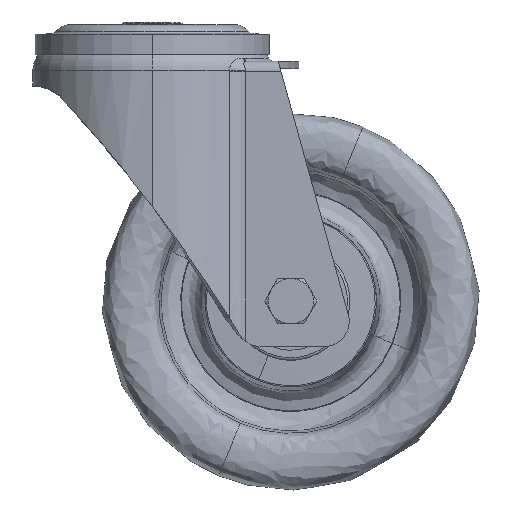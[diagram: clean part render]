
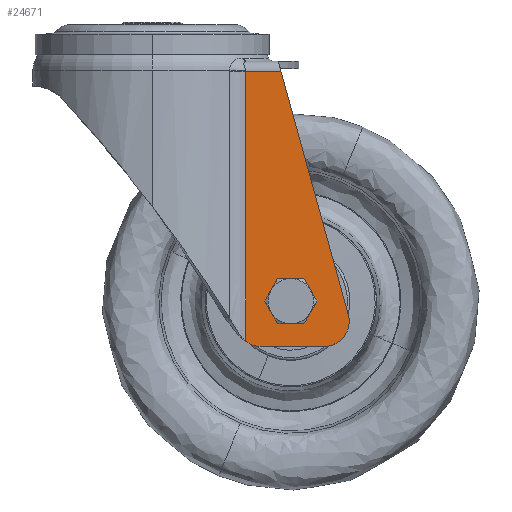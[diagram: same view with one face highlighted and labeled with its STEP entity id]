
A CAD part, top view. The second image highlights one B-rep face of the part: STEP entity #24671.
In plain terms, the highlighted planar face has unit normal (0, 0, 1).
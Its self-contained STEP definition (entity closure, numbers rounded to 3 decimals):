
#195 = DIRECTION ( 'NONE',  ( 1., 0., 0. ) ) ;
#421 = CARTESIAN_POINT ( 'NONE',  ( 55., -111., 34. ) ) ;
#802 = VERTEX_POINT ( 'NONE', #26110 ) ;
#921 = DIRECTION ( 'NONE',  ( 0.266, -0.964, 0. ) ) ;
#1001 = B_SPLINE_CURVE_WITH_KNOTS ( 'NONE', 3,
 ( #25959, #23904, #23438, #1993, #6832, #14035, #30779, #9358, #18918, #26101, #30937, #4639, #14186, #2300, #9508, #28611, #7148, #2452 ),
 .UNSPECIFIED., .F., .F.,
 ( 4, 2, 2, 2, 2, 2, 2, 2, 4 ),
 ( 0., 0.5, 0.625, 0.75, 0.812, 0.844, 0.875, 0.937, 1. ),
 .UNSPECIFIED. ) ;
#1187 = CARTESIAN_POINT ( 'NONE',  ( 77.836, -116.337, 34. ) ) ;
#1845 = VERTEX_POINT ( 'NONE', #17868 ) ;
#1993 = CARTESIAN_POINT ( 'NONE',  ( 37.022, -42.098, 34. ) ) ;
#2203 = CARTESIAN_POINT ( 'NONE',  ( 43.197, -119., 34. ) ) ;
#2300 = CARTESIAN_POINT ( 'NONE',  ( 37.042, -20.774, 34.003 ) ) ;
#2452 = CARTESIAN_POINT ( 'NONE',  ( 37.016, -19.6, 34. ) ) ;
#2681 = CARTESIAN_POINT ( 'NONE',  ( 43.197, -129., 34. ) ) ;
#2743 = EDGE_CURVE ( 'NONE', #30833, #1845, #1001, .T. ) ;
#2856 = EDGE_CURVE ( 'NONE', #20510, #802, #5500, .T. ) ;
#2930 = VERTEX_POINT ( 'NONE', #25595 ) ;
#3179 = EDGE_CURVE ( 'NONE', #1845, #2930, #24323, .T. ) ;
#3664 = DIRECTION ( 'NONE',  ( 0., 0., -1. ) ) ;
#4639 = CARTESIAN_POINT ( 'NONE',  ( 37.027, -21.946, 33.999 ) ) ;
#4640 = EDGE_CURVE ( 'NONE', #14560, #11981, #12275, .T. ) ;
#4893 = CARTESIAN_POINT ( 'NONE',  ( 55., -111., 34. ) ) ;
#5500 = CIRCLE ( 'NONE', #20025, 6.1 ) ;
#5773 = ORIENTED_EDGE ( 'NONE', *, *, #21185, .F. ) ;
#6832 = CARTESIAN_POINT ( 'NONE',  ( 37.023, -38.185, 34. ) ) ;
#7148 = CARTESIAN_POINT ( 'NONE',  ( 37.016, -19.613, 34. ) ) ;
#7508 = CARTESIAN_POINT ( 'NONE',  ( 51.105, -19.6, 34. ) ) ;
#8368 = VECTOR ( 'NONE', #24006, 1000. ) ;
#9292 = AXIS2_PLACEMENT_3D ( 'NONE', #17469, #3664, #29962 ) ;
#9358 = CARTESIAN_POINT ( 'NONE',  ( 37.029, -25.294, 34. ) ) ;
#9508 = CARTESIAN_POINT ( 'NONE',  ( 37.041, -20.344, 34.003 ) ) ;
#9773 = FACE_OUTER_BOUND ( 'NONE', #26362, .T. ) ;
#10037 = ORIENTED_EDGE ( 'NONE', *, *, #4640, .F. ) ;
#10231 = CARTESIAN_POINT ( 'NONE',  ( 37.016, -19.6, 34. ) ) ;
#11981 = VERTEX_POINT ( 'NONE', #28087 ) ;
#12275 = CIRCLE ( 'NONE', #9292, 10. ) ;
#12307 = DIRECTION ( 'NONE',  ( 1., 0., 0. ) ) ;
#12566 = DIRECTION ( 'NONE',  ( 1., 0., 0. ) ) ;
#12607 = DIRECTION ( 'NONE',  ( 0., 0., 1. ) ) ;
#14001 = ORIENTED_EDGE ( 'NONE', *, *, #2856, .F. ) ;
#14035 = CARTESIAN_POINT ( 'NONE',  ( 37.025, -31.468, 34. ) ) ;
#14186 = CARTESIAN_POINT ( 'NONE',  ( 37.031, -21.627, 34. ) ) ;
#14309 = ORIENTED_EDGE ( 'NONE', *, *, #2743, .F. ) ;
#14430 = DIRECTION ( 'NONE',  ( 0., 0., 1. ) ) ;
#14560 = VERTEX_POINT ( 'NONE', #1187 ) ;
#14921 = DIRECTION ( 'NONE',  ( 0., 0., 1. ) ) ;
#15833 = AXIS2_PLACEMENT_3D ( 'NONE', #17283, #14921, #12566 ) ;
#17283 = CARTESIAN_POINT ( 'NONE',  ( 0., -165.6, 34. ) ) ;
#17469 = CARTESIAN_POINT ( 'NONE',  ( 68.197, -119., 34. ) ) ;
#17480 = VECTOR ( 'NONE', #195, 1000. ) ;
#17868 = CARTESIAN_POINT ( 'NONE',  ( 37.016, -19.6, 34. ) ) ;
#18790 = ORIENTED_EDGE ( 'NONE', *, *, #28596, .F. ) ;
#18918 = CARTESIAN_POINT ( 'NONE',  ( 37.03, -24.309, 34. ) ) ;
#19612 = LINE ( 'NONE', #2681, #17480 ) ;
#19634 = FACE_BOUND ( 'NONE', #26749, .T. ) ;
#20025 = AXIS2_PLACEMENT_3D ( 'NONE', #421, #12607, #12307 ) ;
#20123 = CIRCLE ( 'NONE', #24096, 10. ) ;
#20486 = CARTESIAN_POINT ( 'NONE',  ( 43.197, -129., 34. ) ) ;
#20510 = VERTEX_POINT ( 'NONE', #27600 ) ;
#20645 = EDGE_CURVE ( 'NONE', #26193, #30833, #20123, .T. ) ;
#20656 = CIRCLE ( 'NONE', #27176, 6.1 ) ;
#21185 = EDGE_CURVE ( 'NONE', #802, #20510, #20656, .T. ) ;
#22654 = ORIENTED_EDGE ( 'NONE', *, *, #3179, .F. ) ;
#23438 = CARTESIAN_POINT ( 'NONE',  ( 37.018, -64.444, 34. ) ) ;
#23498 = DIRECTION ( 'NONE',  ( 0., -1., 0. ) ) ;
#23904 = CARTESIAN_POINT ( 'NONE',  ( 37.017, -91.209, 34. ) ) ;
#23966 = DIRECTION ( 'NONE',  ( 0., 0., -1. ) ) ;
#24006 = DIRECTION ( 'NONE',  ( 1., 0., 0. ) ) ;
#24096 = AXIS2_PLACEMENT_3D ( 'NONE', #2203, #23966, #23498 ) ;
#24323 = LINE ( 'NONE', #10231, #8368 ) ;
#24671 = ADVANCED_FACE ( 'NONE', ( #19634, #9773 ), #29324, .T. ) ;
#24687 = ORIENTED_EDGE ( 'NONE', *, *, #30476, .T. ) ;
#25195 = VECTOR ( 'NONE', #921, 1000. ) ;
#25595 = CARTESIAN_POINT ( 'NONE',  ( 51.105, -19.6, 34. ) ) ;
#25959 = CARTESIAN_POINT ( 'NONE',  ( 37.017, -126.861, 34. ) ) ;
#26101 = CARTESIAN_POINT ( 'NONE',  ( 37.026, -23.041, 33.999 ) ) ;
#26110 = CARTESIAN_POINT ( 'NONE',  ( 48.9, -111., 34. ) ) ;
#26193 = VERTEX_POINT ( 'NONE', #20486 ) ;
#26362 = EDGE_LOOP ( 'NONE', ( #24687, #10037, #18790, #22654, #14309, #26512 ) ) ;
#26512 = ORIENTED_EDGE ( 'NONE', *, *, #20645, .F. ) ;
#26749 = EDGE_LOOP ( 'NONE', ( #5773, #14001 ) ) ;
#27176 = AXIS2_PLACEMENT_3D ( 'NONE', #4893, #14430, #30874 ) ;
#27600 = CARTESIAN_POINT ( 'NONE',  ( 61.1, -111., 34. ) ) ;
#28087 = CARTESIAN_POINT ( 'NONE',  ( 68.197, -129., 34. ) ) ;
#28596 = EDGE_CURVE ( 'NONE', #2930, #14560, #28975, .T. ) ;
#28611 = CARTESIAN_POINT ( 'NONE',  ( 37.026, -19.764, 34.002 ) ) ;
#28975 = LINE ( 'NONE', #7508, #25195 ) ;
#29324 = PLANE ( 'NONE',  #15833 ) ;
#29962 = DIRECTION ( 'NONE',  ( 0.964, 0.266, 0. ) ) ;
#30205 = CARTESIAN_POINT ( 'NONE',  ( 37.017, -126.861, 34. ) ) ;
#30476 = EDGE_CURVE ( 'NONE', #26193, #11981, #19612, .T. ) ;
#30779 = CARTESIAN_POINT ( 'NONE',  ( 37.024, -28.665, 34. ) ) ;
#30833 = VERTEX_POINT ( 'NONE', #30205 ) ;
#30874 = DIRECTION ( 'NONE',  ( -1., 0., 0. ) ) ;
#30937 = CARTESIAN_POINT ( 'NONE',  ( 37.025, -22.653, 33.999 ) ) ;
